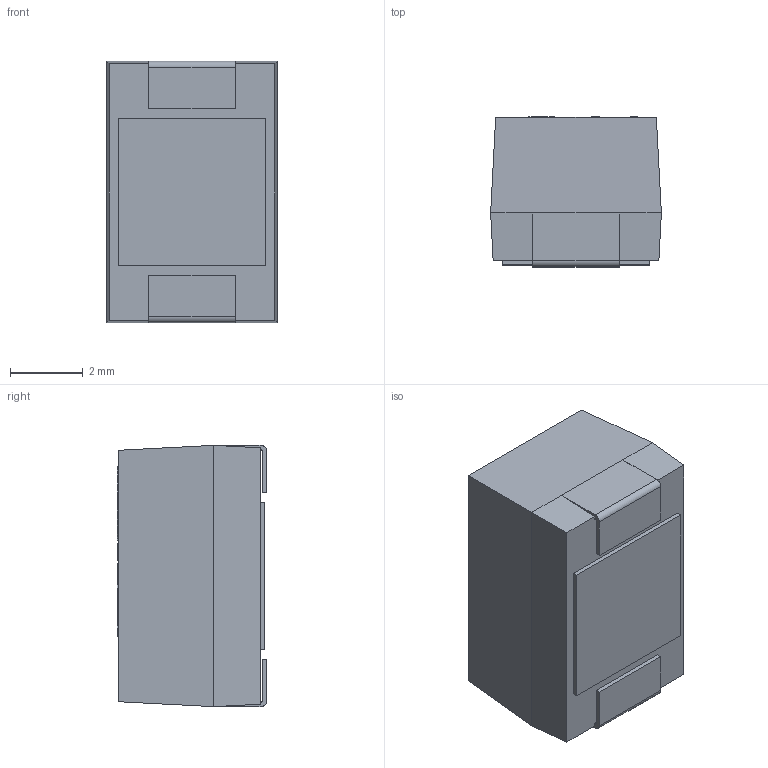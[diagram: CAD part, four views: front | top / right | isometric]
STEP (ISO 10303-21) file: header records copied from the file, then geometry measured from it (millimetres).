
FILE_DESCRIPTION(/* description */ ('293D E-CASE'),/* implementation_level */ '2;1');
FILE_NAME(/* name */ '293D E-CASE.stp',/* time_stamp */ '2018-01-29T09:31:44+02:00',/* author */ ('SAkselrod'),/* organization */ (''),/* preprocessor_version */ 'ST-DEVELOPER v16.5',/* originating_system */ 'Autodesk Inventor 2017',/* authorisation */ '');
FILE_SCHEMA (('AUTOMOTIVE_DESIGN { 1 0 10303 214 3 1 1 }'));
Length unit declared in the file: inch
Products named in the file (1): 293D E-CASE
Bounding box: 4.69 x 4.11 x 7.19 mm (x, y, z)
Volume: 129.9 mm3; surface area: 171.3 mm2
Topology: 1 solids, 1 shells, 151 faces, 399 edges, 262 vertices
Faces by surface type: plane 132, bspline 11, cylinder 8
Full cylindrical faces by diameter (mm): 1.524 x1, 1.905 x1
Entity records: 4840 total; most frequent: CARTESIAN_POINT 948, ORIENTED_EDGE 794, DIRECTION 677, EDGE_CURVE 397, LINE 359, VECTOR 359, VERTEX_POINT 262, EDGE_LOOP 165
